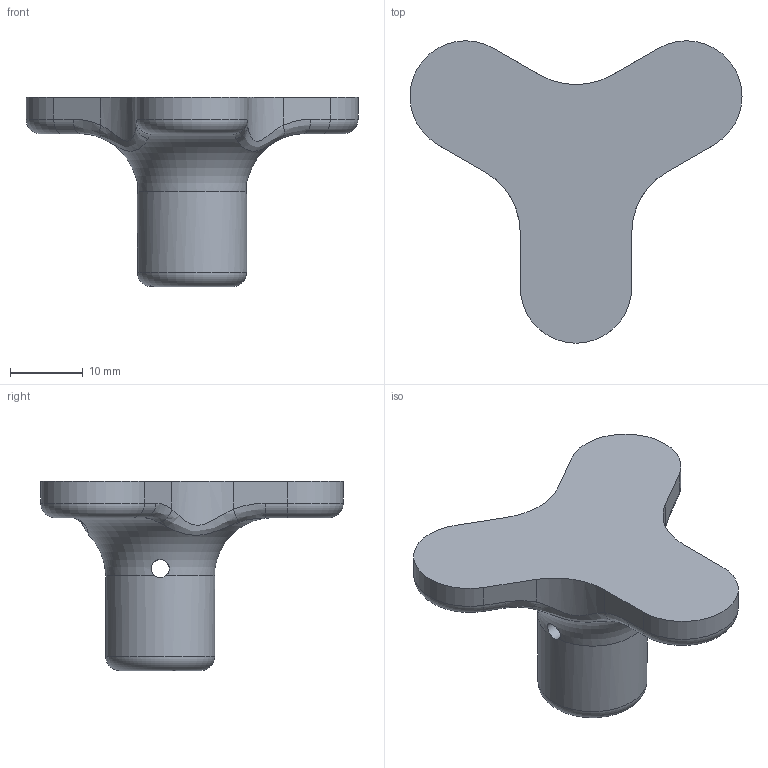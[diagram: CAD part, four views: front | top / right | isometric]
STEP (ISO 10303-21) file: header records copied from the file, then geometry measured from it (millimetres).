
FILE_DESCRIPTION(/* description */ (''),/* implementation_level */ '2;1');
FILE_NAME(/* name */ 'dcba68ca-6fc7-40c4-b6b8-e840140e693f.stp',/* time_stamp */ '2017-02-11T22:11:14+01:00',/* author */ (''),/* organization */ (''),/* preprocessor_version */ 'ST-DEVELOPER v16.5',/* originating_system */ 'Autodesk Translation Framework v5.2.0.2920',/* authorisation */ '');
FILE_SCHEMA (('AUTOMOTIVE_DESIGN { 1 0 10303 214 3 1 1 }'));
Length unit declared in the file: millimetre
Products named in the file (1): knob
Bounding box: 45.6 x 41.54 x 26 mm (x, y, z)
Volume: 7665.4 mm3; surface area: 4137.1 mm2
Topology: 1 solids, 1 shells, 42 faces, 106 edges, 64 vertices
Faces by surface type: cylinder 16, plane 12, bspline 9, torus 5
Full cylindrical faces by diameter (mm): 2.5 x2, 9.8 x1, 15 x1
Entity records: 1600 total; most frequent: CARTESIAN_POINT 661, DIRECTION 188, ORIENTED_EDGE 186, EDGE_CURVE 93, AXIS2_PLACEMENT_3D 79, VERTEX_POINT 58, EDGE_LOOP 51, FACE_OUTER_BOUND 42
